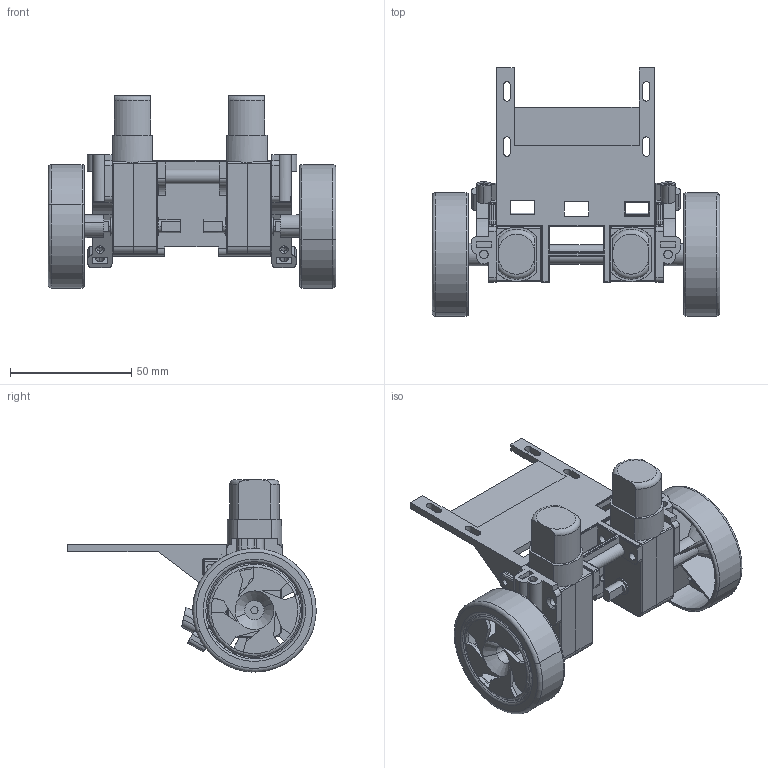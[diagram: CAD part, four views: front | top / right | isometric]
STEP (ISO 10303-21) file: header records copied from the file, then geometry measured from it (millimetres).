
FILE_DESCRIPTION (( 'STEP AP214' ), '1' );
FILE_NAME ('Junta Trasera completa.STEP', '2020-11-07T00:32:16', ( '' ), ( '' ), 'SwSTEP 2.0', 'SolidWorks 2018', '' );
FILE_SCHEMA (( 'AUTOMOTIVE_DESIGN' ));
Length unit declared in the file: millimetre
Products named in the file (6): Junta trasera derecha; LlantaT; Junta Trasera completa; Junta trasera izquierda; SoporteLlantasTraseras(Fusionadas); motor
Assembly tree (7 placements, depth 2):
  Junta Trasera completa
    SoporteLlantasTraseras(Fusionadas)
    Junta trasera derecha
    Junta trasera izquierda
    motor  x2
    LlantaT  x2
Bounding box: 118.8 x 102.5 x 79.3 mm (x, y, z)
Volume: 89089.3 mm3; surface area: 59251.2 mm2
Topology: 7 solids, 9 shells, 731 faces, 1946 edges, 1228 vertices
Faces by surface type: plane 319, cylinder 295, cone 56, torus 37, sphere 20, bspline 4
Entity records: 19742 total; most frequent: CARTESIAN_POINT 4778, DIRECTION 2975, ORIENTED_EDGE 2958, EDGE_CURVE 1479, AXIS2_PLACEMENT_3D 1074, VERTEX_POINT 937, VECTOR 827, LINE 827
